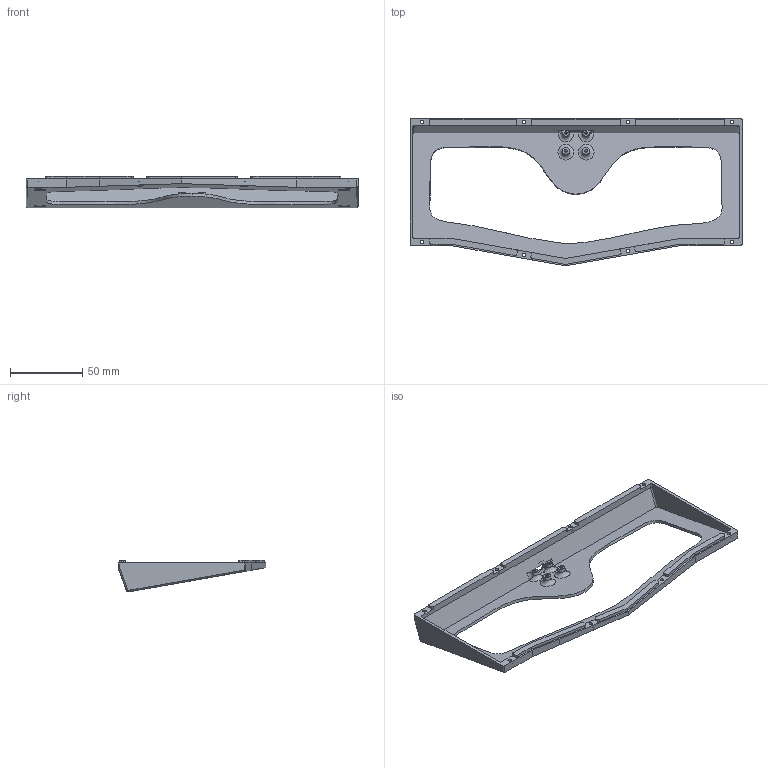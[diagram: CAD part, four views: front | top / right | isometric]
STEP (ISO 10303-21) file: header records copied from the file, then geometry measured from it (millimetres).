
FILE_DESCRIPTION(/* description */ (''),/* implementation_level */ '2;1');
FILE_NAME(/* name */ 'Bottom-DB.step',/* time_stamp */ '2022-02-17T11:27:34+08:00',/* author */ (''),/* organization */ (''),/* preprocessor_version */ 'ST-DEVELOPER v18.1',/* originating_system */ 'Autodesk Translation Framework v10.13.0.1454',/* authorisation */ '');
FILE_SCHEMA (('AUTOMOTIVE_DESIGN { 1 0 10303 214 3 1 1 }'));
Length unit declared in the file: millimetre
Products named in the file (1): Bottom
Bounding box: 229.84 x 102.27 x 22.02 mm (x, y, z)
Volume: 50595.1 mm3; surface area: 38270.6 mm2
Topology: 1 solids, 1 shells, 161 faces, 411 edges, 272 vertices
Faces by surface type: plane 81, cylinder 72, bspline 6, torus 2
Full cylindrical faces by diameter (mm): 1.9 x4, 2.4 x8, 4.2 x8, 5 x2, 8 x4
Entity records: 6713 total; most frequent: CARTESIAN_POINT 2607, DIRECTION 867, ORIENTED_EDGE 822, EDGE_CURVE 411, AXIS2_PLACEMENT_3D 312, VERTEX_POINT 272, LINE 243, VECTOR 243
